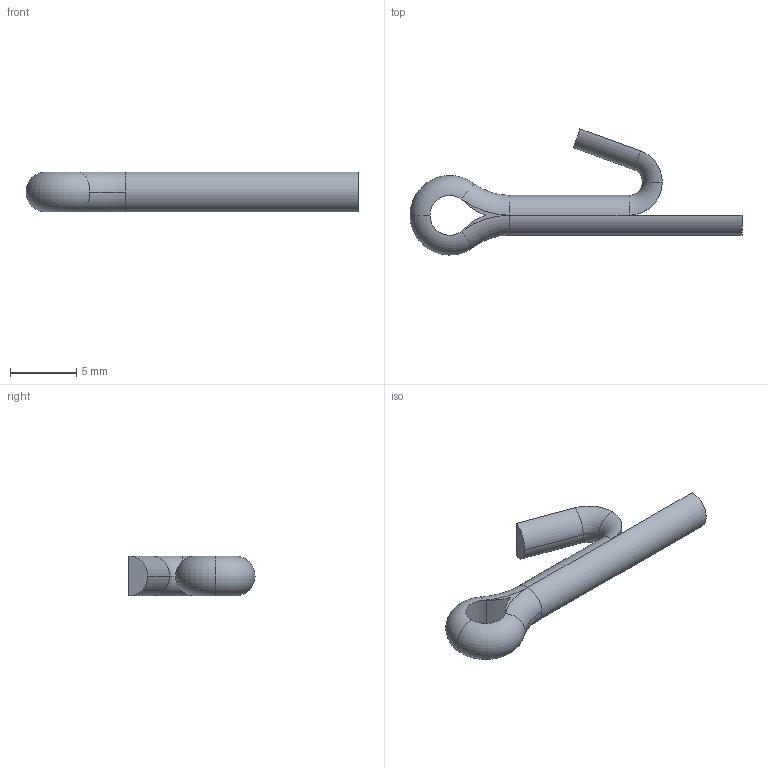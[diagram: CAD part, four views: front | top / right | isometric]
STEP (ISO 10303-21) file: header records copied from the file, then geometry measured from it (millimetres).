
FILE_DESCRIPTION (( 'STEP AP203' ), '1' );
FILE_NAME ('GOUPILLE FENDUE D3 semi-pliee_Défaut_sldprt.STEP', '2019-10-30T08:16:20', ( '' ), ( '' ), 'SwSTEP 2.0', 'SolidWorks 2017', '' );
FILE_SCHEMA (( 'CONFIG_CONTROL_DESIGN' ));
Length unit declared in the file: millimetre
Products named in the file (1): GOUPILLE FENDUE D3 semi-pliee_Défaut_sldprt
Bounding box: 25.01 x 9.5 x 3 mm (x, y, z)
Volume: 190 mm3; surface area: 352.9 mm2
Topology: 1 solids, 1 shells, 25 faces, 57 edges, 32 vertices
Faces by surface type: torus 10, cylinder 9, plane 6
Entity records: 790 total; most frequent: DIRECTION 151, CARTESIAN_POINT 115, ORIENTED_EDGE 114, AXIS2_PLACEMENT_3D 68, EDGE_CURVE 57, CIRCLE 42, VERTEX_POINT 32, FACE_OUTER_BOUND 25
